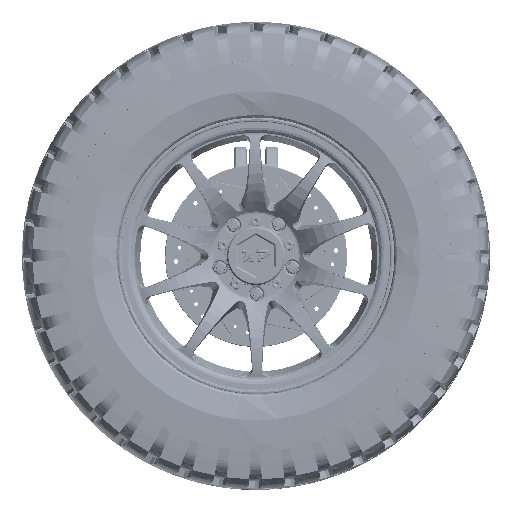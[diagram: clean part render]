
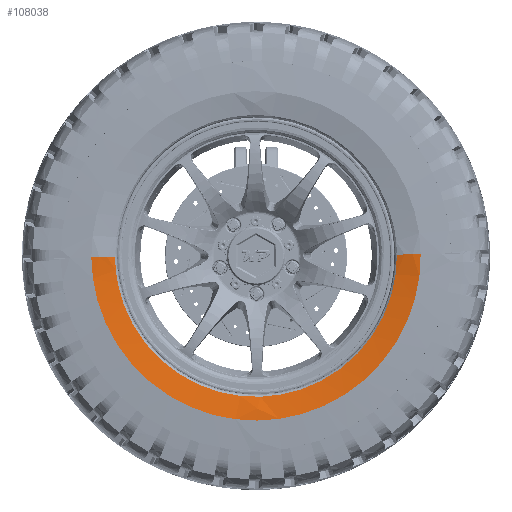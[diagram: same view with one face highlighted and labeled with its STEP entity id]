
A CAD part, top view. The second image highlights one B-rep face of the part: STEP entity #108038.
In plain terms, the highlighted free-form (B-spline) face has degree [2, 2] with [5, 3] control points.
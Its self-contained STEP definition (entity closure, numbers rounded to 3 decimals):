
#69070 = VERTEX_POINT('',#69071);
#69071 = CARTESIAN_POINT('',(199.368,1.863,
    119.596));
#69079 = VERTEX_POINT('',#69080);
#69080 = CARTESIAN_POINT('',(-199.368,-1.863,
    119.596));
#69086 = EDGE_CURVE('',#69070,#69079,#69087,.T.);
#69087 = ( BOUNDED_CURVE() B_SPLINE_CURVE(2,(#69088,#69089,#69090,#69091
,#69092),.UNSPECIFIED.,.F.,.F.) B_SPLINE_CURVE_WITH_KNOTS((3,2,3),(
    3.142,4.712,6.283),
.PIECEWISE_BEZIER_KNOTS.) CURVE() GEOMETRIC_REPRESENTATION_ITEM() 
RATIONAL_B_SPLINE_CURVE((1.,0.707,1.,0.707,1.)) 
REPRESENTATION_ITEM('') );
#69088 = CARTESIAN_POINT('',(199.368,1.863,
    119.596));
#69089 = CARTESIAN_POINT('',(201.231,-197.505,
    119.596));
#69090 = CARTESIAN_POINT('',(1.863,-199.368,
    119.596));
#69091 = CARTESIAN_POINT('',(-197.505,-201.231,
    119.596));
#69092 = CARTESIAN_POINT('',(-199.368,-1.863,
    119.596));
#69181 = EDGE_CURVE('',#69070,#69182,#69184,.T.);
#69182 = VERTEX_POINT('',#69183);
#69183 = CARTESIAN_POINT('',(232.979,2.177,
    125.23));
#69184 = ( BOUNDED_CURVE() B_SPLINE_CURVE(2,(#69185,#69186,#69187),
.UNSPECIFIED.,.F.,.F.) B_SPLINE_CURVE_WITH_KNOTS((3,3),(4.38,
4.712),.PIECEWISE_BEZIER_KNOTS.) CURVE() 
GEOMETRIC_REPRESENTATION_ITEM() RATIONAL_B_SPLINE_CURVE((1.,0.986,
1.)) REPRESENTATION_ITEM('') );
#69185 = CARTESIAN_POINT('',(199.368,1.863,
    119.596));
#69186 = CARTESIAN_POINT('',(215.701,2.015,
    125.23));
#69187 = CARTESIAN_POINT('',(232.979,2.177,
    125.23));
#69190 = VERTEX_POINT('',#69191);
#69191 = CARTESIAN_POINT('',(-232.979,-2.177,
    125.23));
#69199 = EDGE_CURVE('',#69079,#69190,#69200,.T.);
#69200 = ( BOUNDED_CURVE() B_SPLINE_CURVE(2,(#69201,#69202,#69203),
.UNSPECIFIED.,.F.,.F.) B_SPLINE_CURVE_WITH_KNOTS((3,3),(4.38,
4.712),.PIECEWISE_BEZIER_KNOTS.) CURVE() 
GEOMETRIC_REPRESENTATION_ITEM() RATIONAL_B_SPLINE_CURVE((1.,0.986,
1.)) REPRESENTATION_ITEM('') );
#69201 = CARTESIAN_POINT('',(-199.368,-1.863,
    119.596));
#69202 = CARTESIAN_POINT('',(-215.701,-2.015,
    125.23));
#69203 = CARTESIAN_POINT('',(-232.979,-2.177,
    125.23));
#106993 = EDGE_CURVE('',#69182,#69190,#106994,.T.);
#106994 = ( BOUNDED_CURVE() B_SPLINE_CURVE(2,(#106995,#106996,#106997,
#106998,#106999),.UNSPECIFIED.,.F.,.F.) B_SPLINE_CURVE_WITH_KNOTS((3,2,3
    ),(3.142,4.712,6.283),
.PIECEWISE_BEZIER_KNOTS.) CURVE() GEOMETRIC_REPRESENTATION_ITEM() 
RATIONAL_B_SPLINE_CURVE((1.,0.707,1.,0.707,1.)) 
REPRESENTATION_ITEM('') );
#106995 = CARTESIAN_POINT('',(232.979,2.177,
    125.23));
#106996 = CARTESIAN_POINT('',(235.156,-230.802,
    125.23));
#106997 = CARTESIAN_POINT('',(2.177,-232.979,
    125.23));
#106998 = CARTESIAN_POINT('',(-230.802,-235.156,
    125.23));
#106999 = CARTESIAN_POINT('',(-232.979,-2.177,
    125.23));
#108038 = ADVANCED_FACE('',(#108039),#108045,.T.);
#108039 = FACE_BOUND('',#108040,.T.);
#108040 = EDGE_LOOP('',(#108041,#108042,#108043,#108044));
#108041 = ORIENTED_EDGE('',*,*,#69181,.F.);
#108042 = ORIENTED_EDGE('',*,*,#69086,.T.);
#108043 = ORIENTED_EDGE('',*,*,#69199,.T.);
#108044 = ORIENTED_EDGE('',*,*,#106993,.F.);
#108045 = ( BOUNDED_SURFACE() B_SPLINE_SURFACE(2,2,(
    (#108046,#108047,#108048)
    ,(#108049,#108050,#108051)
    ,(#108052,#108053,#108054)
    ,(#108055,#108056,#108057)
    ,(#108058,#108059,#108060
)),.UNSPECIFIED.,.F.,.F.,.F.) B_SPLINE_SURFACE_WITH_KNOTS((3,2,3),(3,3),
  (3.142,4.712,6.283),(4.38,
    4.712),.PIECEWISE_BEZIER_KNOTS.) 
GEOMETRIC_REPRESENTATION_ITEM() RATIONAL_B_SPLINE_SURFACE((
    (1.,0.986,1.)
    ,(0.707,0.697,0.707)
    ,(1.,0.986,1.)
    ,(0.707,0.697,0.707)
,(1.,0.986,1.))) REPRESENTATION_ITEM('') SURFACE() );
#108046 = CARTESIAN_POINT('',(199.368,1.863,
    119.596));
#108047 = CARTESIAN_POINT('',(215.701,2.015,
    125.23));
#108048 = CARTESIAN_POINT('',(232.979,2.177,
    125.23));
#108049 = CARTESIAN_POINT('',(201.231,-197.505,
    119.596));
#108050 = CARTESIAN_POINT('',(217.717,-213.686,
    125.23));
#108051 = CARTESIAN_POINT('',(235.156,-230.802,
    125.23));
#108052 = CARTESIAN_POINT('',(1.863,-199.368,
    119.596));
#108053 = CARTESIAN_POINT('',(2.015,-215.701,
    125.23));
#108054 = CARTESIAN_POINT('',(2.177,-232.979,
    125.23));
#108055 = CARTESIAN_POINT('',(-197.505,-201.231,
    119.596));
#108056 = CARTESIAN_POINT('',(-213.686,-217.717,
    125.23));
#108057 = CARTESIAN_POINT('',(-230.802,-235.156,
    125.23));
#108058 = CARTESIAN_POINT('',(-199.368,-1.863,
    119.596));
#108059 = CARTESIAN_POINT('',(-215.701,-2.015,
    125.23));
#108060 = CARTESIAN_POINT('',(-232.979,-2.177,
    125.23));
